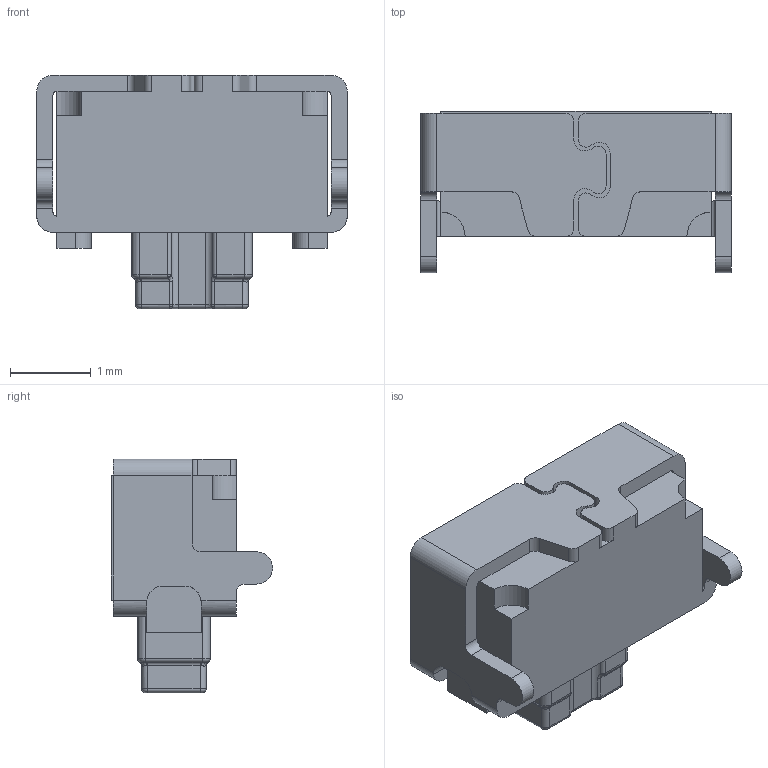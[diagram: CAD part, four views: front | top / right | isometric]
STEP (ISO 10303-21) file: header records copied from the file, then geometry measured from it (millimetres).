
FILE_DESCRIPTION (( 'STEP AP214' ), '1' );
FILE_NAME ('TL6340AF160Q.STEP', '2023-03-07T07:47:38', ( '' ), ( '' ), 'SwSTEP 2.0', 'SolidWorks 2017', '' );
FILE_SCHEMA (( 'AUTOMOTIVE_DESIGN' ));
Length unit declared in the file: millimetre
Products named in the file (2): TL6340AF160Q_TL6340AF160Q; TL6340AF160Q
Assembly tree (1 placements, depth 2):
  TL6340AF160Q
    TL6340AF160Q_TL6340AF160Q
Bounding box: 3.85 x 2 x 2.9 mm (x, y, z)
Volume: 11.9 mm3; surface area: 48 mm2
Topology: 1 solids, 1 shells, 202 faces, 568 edges, 346 vertices
Faces by surface type: cylinder 88, plane 70, bspline 36, torus 8
Entity records: 7170 total; most frequent: CARTESIAN_POINT 2102, ORIENTED_EDGE 1104, DIRECTION 1016, EDGE_CURVE 552, AXIS2_PLACEMENT_3D 364, VERTEX_POINT 346, VECTOR 288, LINE 288
